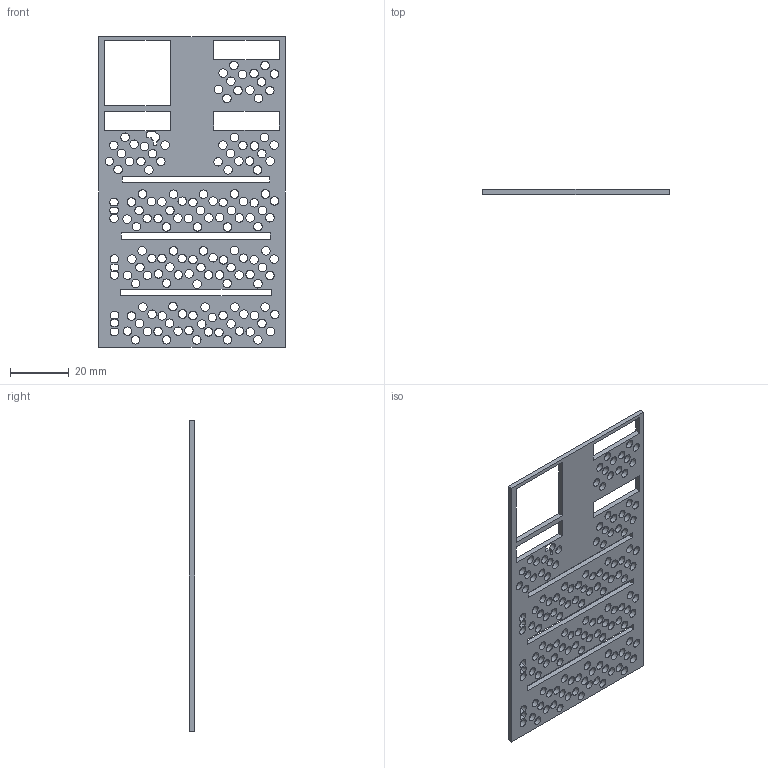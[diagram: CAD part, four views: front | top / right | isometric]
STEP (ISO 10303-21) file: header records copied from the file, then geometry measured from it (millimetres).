
FILE_DESCRIPTION(/* description */ (''),/* implementation_level */ '2;1');
FILE_NAME(/* name */ 'PCB to Light-guide adapter.step',/* time_stamp */ '2025-04-02T07:34:47-05:00',/* author */ (''),/* organization */ (''),/* preprocessor_version */ 'ST-DEVELOPER v20.1',/* originating_system */ 'Autodesk Translation Framework v14.4.0.0',/* authorisation */ '');
FILE_SCHEMA (('AUTOMOTIVE_DESIGN { 1 0 10303 214 3 1 1 }'));
Length unit declared in the file: millimetre
Products named in the file (1): PCB to Light-guide adapter
Bounding box: 63.5 x 1.8 x 105.5 mm (x, y, z)
Volume: 7950.7 mm3; surface area: 13050.6 mm2
Topology: 1 solids, 1 shells, 218 faces, 648 edges, 432 vertices
Faces by surface type: cylinder 165, plane 53
Full cylindrical faces by diameter (mm): 2.9 x146
Entity records: 8167 total; most frequent: DIRECTION 1416, CARTESIAN_POINT 1299, ORIENTED_EDGE 1296, EDGE_CURVE 648, AXIS2_PLACEMENT_3D 549, EDGE_LOOP 544, VERTEX_POINT 432, CIRCLE 330
